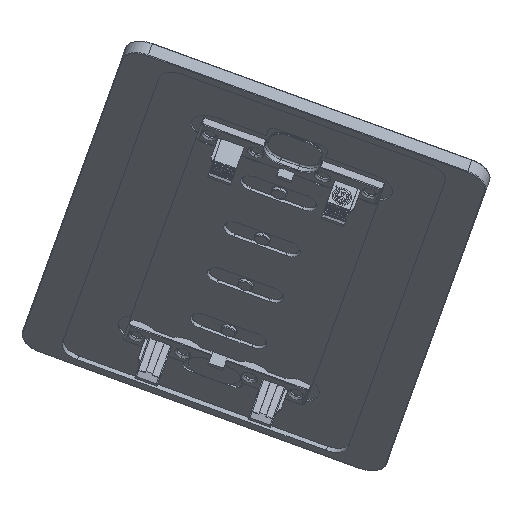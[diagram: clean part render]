
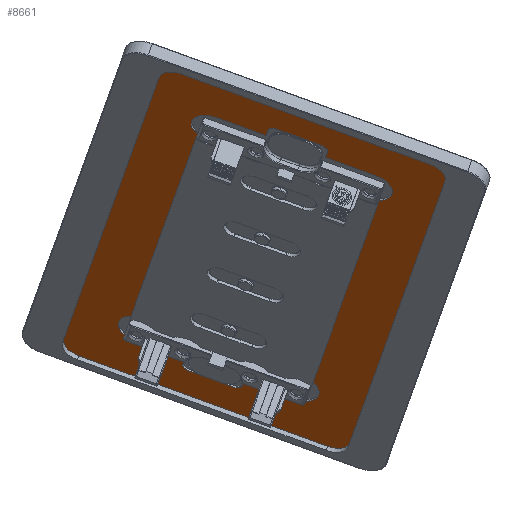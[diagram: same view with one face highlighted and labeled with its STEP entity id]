
A CAD part, left-side view. The second image highlights one B-rep face of the part: STEP entity #8661.
In plain terms, the highlighted face is planar.
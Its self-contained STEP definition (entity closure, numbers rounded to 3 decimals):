
#8190=CARTESIAN_POINT('Vertex',(44.59,-24.5,1.3)) ;
#8193=CARTESIAN_POINT('Line Origine',(0.,-24.5,1.3)) ;
#8197=CARTESIAN_POINT('Vertex',(-44.59,-24.5,1.3)) ;
#8304=CARTESIAN_POINT('Vertex',(70.,-33.5,1.3)) ;
#8307=CARTESIAN_POINT('Line Origine',(70.,0.,1.3)) ;
#8311=CARTESIAN_POINT('Vertex',(70.,33.5,1.3)) ;
#8335=CARTESIAN_POINT('Vertex',(65.,-38.5,1.3)) ;
#8338=CARTESIAN_POINT('Axis2P3D Location',(65.,-33.5,1.3)) ;
#8359=CARTESIAN_POINT('Vertex',(-65.,-38.5,1.3)) ;
#8362=CARTESIAN_POINT('Line Origine',(0.,-38.5,1.3)) ;
#8460=CARTESIAN_POINT('Axis2P3D Location',(0.,0.,1.3)) ;
#8465=CARTESIAN_POINT('Axis2P3D Location',(-65.,33.5,1.3)) ;
#8469=CARTESIAN_POINT('Vertex',(-70.,33.5,1.3)) ;
#8471=CARTESIAN_POINT('Vertex',(-65.,38.5,1.3)) ;
#8474=CARTESIAN_POINT('Line Origine',(0.,38.5,1.3)) ;
#8478=CARTESIAN_POINT('Vertex',(65.,38.5,1.3)) ;
#8481=CARTESIAN_POINT('Axis2P3D Location',(65.,33.5,1.3)) ;
#8486=CARTESIAN_POINT('Axis2P3D Location',(-65.,-33.5,1.3)) ;
#8490=CARTESIAN_POINT('Vertex',(-70.,-33.5,1.3)) ;
#8493=CARTESIAN_POINT('Line Origine',(-70.,0.,1.3)) ;
#8508=CARTESIAN_POINT('Axis2P3D Location',(49.2,-21.5,1.3)) ;
#8512=CARTESIAN_POINT('Vertex',(54.7,-21.5,1.3)) ;
#8515=CARTESIAN_POINT('Line Origine',(54.7,-14.75,1.3)) ;
#8519=CARTESIAN_POINT('Vertex',(54.7,-8.,1.3)) ;
#8522=CARTESIAN_POINT('Line Origine',(55.95,-8.,1.3)) ;
#8526=CARTESIAN_POINT('Vertex',(57.2,-8.,1.3)) ;
#8529=CARTESIAN_POINT('Axis2P3D Location',(57.2,-6.,1.3)) ;
#8533=CARTESIAN_POINT('Vertex',(59.2,-6.,1.3)) ;
#8536=CARTESIAN_POINT('Line Origine',(59.2,0.,1.3)) ;
#8540=CARTESIAN_POINT('Vertex',(59.2,6.,1.3)) ;
#8543=CARTESIAN_POINT('Axis2P3D Location',(57.2,6.,1.3)) ;
#8547=CARTESIAN_POINT('Vertex',(57.2,8.,1.3)) ;
#8550=CARTESIAN_POINT('Line Origine',(55.95,8.,1.3)) ;
#8554=CARTESIAN_POINT('Vertex',(54.7,8.,1.3)) ;
#8557=CARTESIAN_POINT('Line Origine',(54.7,14.75,1.3)) ;
#8561=CARTESIAN_POINT('Vertex',(54.7,21.5,1.3)) ;
#8564=CARTESIAN_POINT('Axis2P3D Location',(49.2,21.5,1.3)) ;
#8568=CARTESIAN_POINT('Vertex',(44.59,24.5,1.3)) ;
#8571=CARTESIAN_POINT('Line Origine',(0.,24.5,1.3)) ;
#8575=CARTESIAN_POINT('Vertex',(-44.59,24.5,1.3)) ;
#8578=CARTESIAN_POINT('Axis2P3D Location',(-49.2,21.5,1.3)) ;
#8582=CARTESIAN_POINT('Vertex',(-54.7,21.5,1.3)) ;
#8585=CARTESIAN_POINT('Line Origine',(-54.7,14.75,1.3)) ;
#8589=CARTESIAN_POINT('Vertex',(-54.7,8.,1.3)) ;
#8592=CARTESIAN_POINT('Line Origine',(-55.95,8.,1.3)) ;
#8596=CARTESIAN_POINT('Vertex',(-57.2,8.,1.3)) ;
#8599=CARTESIAN_POINT('Axis2P3D Location',(-57.2,6.,1.3)) ;
#8603=CARTESIAN_POINT('Vertex',(-59.2,6.,1.3)) ;
#8606=CARTESIAN_POINT('Line Origine',(-59.2,0.,1.3)) ;
#8610=CARTESIAN_POINT('Vertex',(-59.2,-6.,1.3)) ;
#8613=CARTESIAN_POINT('Axis2P3D Location',(-57.2,-6.,1.3)) ;
#8617=CARTESIAN_POINT('Vertex',(-57.2,-8.,1.3)) ;
#8620=CARTESIAN_POINT('Line Origine',(-55.95,-8.,1.3)) ;
#8624=CARTESIAN_POINT('Vertex',(-54.7,-8.,1.3)) ;
#8627=CARTESIAN_POINT('Line Origine',(-54.7,-14.75,1.3)) ;
#8631=CARTESIAN_POINT('Vertex',(-54.7,-21.5,1.3)) ;
#8634=CARTESIAN_POINT('Axis2P3D Location',(-49.2,-21.5,1.3)) ;
#8194=DIRECTION('Vector Direction',(1.,0.,0.)) ;
#8308=DIRECTION('Vector Direction',(0.,1.,0.)) ;
#8339=DIRECTION('Axis2P3D Direction',(0.,0.,-1.)) ;
#8363=DIRECTION('Vector Direction',(1.,0.,0.)) ;
#8461=DIRECTION('Axis2P3D Direction',(0.,0.,-1.)) ;
#8462=DIRECTION('Axis2P3D XDirection',(1.,0.,0.)) ;
#8466=DIRECTION('Axis2P3D Direction',(0.,0.,-1.)) ;
#8475=DIRECTION('Vector Direction',(1.,0.,0.)) ;
#8482=DIRECTION('Axis2P3D Direction',(0.,0.,-1.)) ;
#8487=DIRECTION('Axis2P3D Direction',(0.,0.,-1.)) ;
#8494=DIRECTION('Vector Direction',(0.,1.,0.)) ;
#8509=DIRECTION('Axis2P3D Direction',(0.,0.,-1.)) ;
#8516=DIRECTION('Vector Direction',(0.,1.,0.)) ;
#8523=DIRECTION('Vector Direction',(1.,0.,0.)) ;
#8530=DIRECTION('Axis2P3D Direction',(0.,0.,-1.)) ;
#8537=DIRECTION('Vector Direction',(0.,1.,0.)) ;
#8544=DIRECTION('Axis2P3D Direction',(0.,0.,-1.)) ;
#8551=DIRECTION('Vector Direction',(1.,0.,0.)) ;
#8558=DIRECTION('Vector Direction',(0.,1.,0.)) ;
#8565=DIRECTION('Axis2P3D Direction',(0.,0.,-1.)) ;
#8572=DIRECTION('Vector Direction',(1.,0.,0.)) ;
#8579=DIRECTION('Axis2P3D Direction',(0.,0.,-1.)) ;
#8586=DIRECTION('Vector Direction',(0.,1.,0.)) ;
#8593=DIRECTION('Vector Direction',(1.,0.,0.)) ;
#8600=DIRECTION('Axis2P3D Direction',(0.,0.,-1.)) ;
#8607=DIRECTION('Vector Direction',(0.,1.,0.)) ;
#8614=DIRECTION('Axis2P3D Direction',(0.,0.,-1.)) ;
#8621=DIRECTION('Vector Direction',(1.,0.,0.)) ;
#8628=DIRECTION('Vector Direction',(0.,1.,0.)) ;
#8635=DIRECTION('Axis2P3D Direction',(0.,0.,-1.)) ;
#8340=AXIS2_PLACEMENT_3D('Circle Axis2P3D',#8338,#8339,$) ;
#8463=AXIS2_PLACEMENT_3D('Plane Axis2P3D',#8460,#8461,#8462) ;
#8467=AXIS2_PLACEMENT_3D('Circle Axis2P3D',#8465,#8466,$) ;
#8483=AXIS2_PLACEMENT_3D('Circle Axis2P3D',#8481,#8482,$) ;
#8488=AXIS2_PLACEMENT_3D('Circle Axis2P3D',#8486,#8487,$) ;
#8510=AXIS2_PLACEMENT_3D('Circle Axis2P3D',#8508,#8509,$) ;
#8531=AXIS2_PLACEMENT_3D('Circle Axis2P3D',#8529,#8530,$) ;
#8545=AXIS2_PLACEMENT_3D('Circle Axis2P3D',#8543,#8544,$) ;
#8566=AXIS2_PLACEMENT_3D('Circle Axis2P3D',#8564,#8565,$) ;
#8580=AXIS2_PLACEMENT_3D('Circle Axis2P3D',#8578,#8579,$) ;
#8601=AXIS2_PLACEMENT_3D('Circle Axis2P3D',#8599,#8600,$) ;
#8615=AXIS2_PLACEMENT_3D('Circle Axis2P3D',#8613,#8614,$) ;
#8636=AXIS2_PLACEMENT_3D('Circle Axis2P3D',#8634,#8635,$) ;
#8499=ORIENTED_EDGE('',*,*,#8473,.T.) ;
#8500=ORIENTED_EDGE('',*,*,#8480,.T.) ;
#8501=ORIENTED_EDGE('',*,*,#8485,.F.) ;
#8502=ORIENTED_EDGE('',*,*,#8313,.F.) ;
#8503=ORIENTED_EDGE('',*,*,#8342,.T.) ;
#8504=ORIENTED_EDGE('',*,*,#8366,.F.) ;
#8505=ORIENTED_EDGE('',*,*,#8492,.F.) ;
#8506=ORIENTED_EDGE('',*,*,#8497,.T.) ;
#8640=ORIENTED_EDGE('',*,*,#8199,.F.) ;
#8641=ORIENTED_EDGE('',*,*,#8514,.F.) ;
#8642=ORIENTED_EDGE('',*,*,#8521,.T.) ;
#8643=ORIENTED_EDGE('',*,*,#8528,.T.) ;
#8644=ORIENTED_EDGE('',*,*,#8535,.F.) ;
#8645=ORIENTED_EDGE('',*,*,#8542,.T.) ;
#8646=ORIENTED_EDGE('',*,*,#8549,.F.) ;
#8647=ORIENTED_EDGE('',*,*,#8556,.F.) ;
#8648=ORIENTED_EDGE('',*,*,#8563,.T.) ;
#8649=ORIENTED_EDGE('',*,*,#8570,.F.) ;
#8650=ORIENTED_EDGE('',*,*,#8577,.T.) ;
#8651=ORIENTED_EDGE('',*,*,#8584,.F.) ;
#8652=ORIENTED_EDGE('',*,*,#8591,.F.) ;
#8653=ORIENTED_EDGE('',*,*,#8598,.F.) ;
#8654=ORIENTED_EDGE('',*,*,#8605,.F.) ;
#8655=ORIENTED_EDGE('',*,*,#8612,.F.) ;
#8656=ORIENTED_EDGE('',*,*,#8619,.F.) ;
#8657=ORIENTED_EDGE('',*,*,#8626,.T.) ;
#8658=ORIENTED_EDGE('',*,*,#8633,.F.) ;
#8659=ORIENTED_EDGE('',*,*,#8638,.F.) ;
#8660=FACE_BOUND('',#8639,.T.) ;
#8195=VECTOR('Line Direction',#8194,1.) ;
#8309=VECTOR('Line Direction',#8308,1.) ;
#8364=VECTOR('Line Direction',#8363,1.) ;
#8476=VECTOR('Line Direction',#8475,1.) ;
#8495=VECTOR('Line Direction',#8494,1.) ;
#8517=VECTOR('Line Direction',#8516,1.) ;
#8524=VECTOR('Line Direction',#8523,1.) ;
#8538=VECTOR('Line Direction',#8537,1.) ;
#8552=VECTOR('Line Direction',#8551,1.) ;
#8559=VECTOR('Line Direction',#8558,1.) ;
#8573=VECTOR('Line Direction',#8572,1.) ;
#8587=VECTOR('Line Direction',#8586,1.) ;
#8594=VECTOR('Line Direction',#8593,1.) ;
#8608=VECTOR('Line Direction',#8607,1.) ;
#8622=VECTOR('Line Direction',#8621,1.) ;
#8629=VECTOR('Line Direction',#8628,1.) ;
#8661=ADVANCED_FACE('placca CORIAN',(#8507,#8660),#8464,.T.) ;
#8341=CIRCLE('generated circle',#8340,5.) ;
#8468=CIRCLE('generated circle',#8467,5.) ;
#8484=CIRCLE('generated circle',#8483,5.) ;
#8489=CIRCLE('generated circle',#8488,5.) ;
#8511=CIRCLE('generated circle',#8510,5.5) ;
#8532=CIRCLE('generated circle',#8531,2.) ;
#8546=CIRCLE('generated circle',#8545,2.) ;
#8567=CIRCLE('generated circle',#8566,5.5) ;
#8581=CIRCLE('generated circle',#8580,5.5) ;
#8602=CIRCLE('generated circle',#8601,2.) ;
#8616=CIRCLE('generated circle',#8615,2.) ;
#8637=CIRCLE('generated circle',#8636,5.5) ;
#8199=EDGE_CURVE('',#8191,#8198,#8196,.F.) ;
#8313=EDGE_CURVE('',#8305,#8312,#8310,.T.) ;
#8342=EDGE_CURVE('',#8305,#8336,#8341,.T.) ;
#8366=EDGE_CURVE('',#8360,#8336,#8365,.T.) ;
#8473=EDGE_CURVE('',#8470,#8472,#8468,.T.) ;
#8480=EDGE_CURVE('',#8472,#8479,#8477,.T.) ;
#8485=EDGE_CURVE('',#8312,#8479,#8484,.F.) ;
#8492=EDGE_CURVE('',#8491,#8360,#8489,.F.) ;
#8497=EDGE_CURVE('',#8491,#8470,#8496,.T.) ;
#8514=EDGE_CURVE('',#8513,#8191,#8511,.T.) ;
#8521=EDGE_CURVE('',#8513,#8520,#8518,.T.) ;
#8528=EDGE_CURVE('',#8520,#8527,#8525,.T.) ;
#8535=EDGE_CURVE('',#8534,#8527,#8532,.T.) ;
#8542=EDGE_CURVE('',#8534,#8541,#8539,.T.) ;
#8549=EDGE_CURVE('',#8548,#8541,#8546,.T.) ;
#8556=EDGE_CURVE('',#8555,#8548,#8553,.T.) ;
#8563=EDGE_CURVE('',#8555,#8562,#8560,.T.) ;
#8570=EDGE_CURVE('',#8569,#8562,#8567,.T.) ;
#8577=EDGE_CURVE('',#8569,#8576,#8574,.F.) ;
#8584=EDGE_CURVE('',#8583,#8576,#8581,.T.) ;
#8591=EDGE_CURVE('',#8590,#8583,#8588,.T.) ;
#8598=EDGE_CURVE('',#8597,#8590,#8595,.T.) ;
#8605=EDGE_CURVE('',#8604,#8597,#8602,.T.) ;
#8612=EDGE_CURVE('',#8611,#8604,#8609,.T.) ;
#8619=EDGE_CURVE('',#8618,#8611,#8616,.T.) ;
#8626=EDGE_CURVE('',#8618,#8625,#8623,.T.) ;
#8633=EDGE_CURVE('',#8632,#8625,#8630,.T.) ;
#8638=EDGE_CURVE('',#8198,#8632,#8637,.T.) ;
#8498=EDGE_LOOP('',(#8499,#8500,#8501,#8502,#8503,#8504,#8505,#8506)) ;
#8639=EDGE_LOOP('',(#8640,#8641,#8642,#8643,#8644,#8645,#8646,#8647,#8648,#8649,#8650,#8651,#8652,#8653,#8654,#8655,#8656,#8657,#8658,#8659)) ;
#8507=FACE_OUTER_BOUND('',#8498,.T.) ;
#8196=LINE('Line',#8193,#8195) ;
#8310=LINE('Line',#8307,#8309) ;
#8365=LINE('Line',#8362,#8364) ;
#8477=LINE('Line',#8474,#8476) ;
#8496=LINE('Line',#8493,#8495) ;
#8518=LINE('Line',#8515,#8517) ;
#8525=LINE('Line',#8522,#8524) ;
#8539=LINE('Line',#8536,#8538) ;
#8553=LINE('Line',#8550,#8552) ;
#8560=LINE('Line',#8557,#8559) ;
#8574=LINE('Line',#8571,#8573) ;
#8588=LINE('Line',#8585,#8587) ;
#8595=LINE('Line',#8592,#8594) ;
#8609=LINE('Line',#8606,#8608) ;
#8623=LINE('Line',#8620,#8622) ;
#8630=LINE('Line',#8627,#8629) ;
#8464=PLANE('',#8463) ;
#8191=VERTEX_POINT('',#8190) ;
#8198=VERTEX_POINT('',#8197) ;
#8305=VERTEX_POINT('',#8304) ;
#8312=VERTEX_POINT('',#8311) ;
#8336=VERTEX_POINT('',#8335) ;
#8360=VERTEX_POINT('',#8359) ;
#8470=VERTEX_POINT('',#8469) ;
#8472=VERTEX_POINT('',#8471) ;
#8479=VERTEX_POINT('',#8478) ;
#8491=VERTEX_POINT('',#8490) ;
#8513=VERTEX_POINT('',#8512) ;
#8520=VERTEX_POINT('',#8519) ;
#8527=VERTEX_POINT('',#8526) ;
#8534=VERTEX_POINT('',#8533) ;
#8541=VERTEX_POINT('',#8540) ;
#8548=VERTEX_POINT('',#8547) ;
#8555=VERTEX_POINT('',#8554) ;
#8562=VERTEX_POINT('',#8561) ;
#8569=VERTEX_POINT('',#8568) ;
#8576=VERTEX_POINT('',#8575) ;
#8583=VERTEX_POINT('',#8582) ;
#8590=VERTEX_POINT('',#8589) ;
#8597=VERTEX_POINT('',#8596) ;
#8604=VERTEX_POINT('',#8603) ;
#8611=VERTEX_POINT('',#8610) ;
#8618=VERTEX_POINT('',#8617) ;
#8625=VERTEX_POINT('',#8624) ;
#8632=VERTEX_POINT('',#8631) ;
